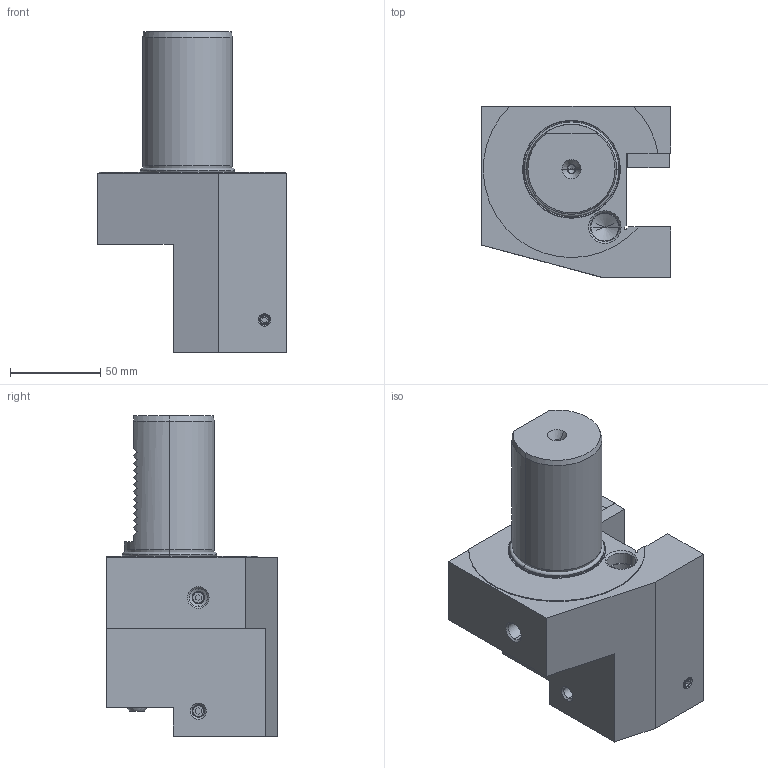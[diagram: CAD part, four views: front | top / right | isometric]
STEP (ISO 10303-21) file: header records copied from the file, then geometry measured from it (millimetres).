
FILE_DESCRIPTION (( 'STEP AP203' ), '1' );
FILE_NAME ('VDI50 C2.STEP', '2017-12-27T01:23:48', ( '' ), ( '' ), 'SwSTEP 2.0', 'SolidWorks 2012', '' );
FILE_SCHEMA (( 'CONFIG_CONTROL_DESIGN' ));
Products named in the file (13): VDI50  C2; M6螺絲投; O型環10; 管螺文螺絲; 皿頭_M5; 出水銅嘴; O型環48.7; 84x23x8; M6x25; M8尖頭螺絲; M16平頭螺絲25; 18x7.8; C2_成品圖
Assembly tree (16 placements, depth 2):
  VDI50  C2
    C2_成品圖
    18x7.8
    84x23x8
    M6x25
    M8尖頭螺絲  x2
    M16平頭螺絲25  x2
    O型環48.7
    出水銅嘴
    皿頭_M5
    管螺文螺絲
    M6螺絲投  x3
    O型環10
Bounding box: 105 x 95 x 178 mm (x, y, z)
Volume: 732743.6 mm3; surface area: 96235.8 mm2
Topology: 16 solids, 16 shells, 753 faces, 2035 edges, 1312 vertices
Faces by surface type: cylinder 360, cone 166, plane 158, bspline 45, torus 18, sphere 6
Entity records: 61847 total; most frequent: CARTESIAN_POINT 46456, ORIENTED_EDGE 3414, DIRECTION 2394, EDGE_CURVE 1707, VERTEX_POINT 1103, AXIS2_PLACEMENT_3D 874, EDGE_LOOP 670, LINE 646
